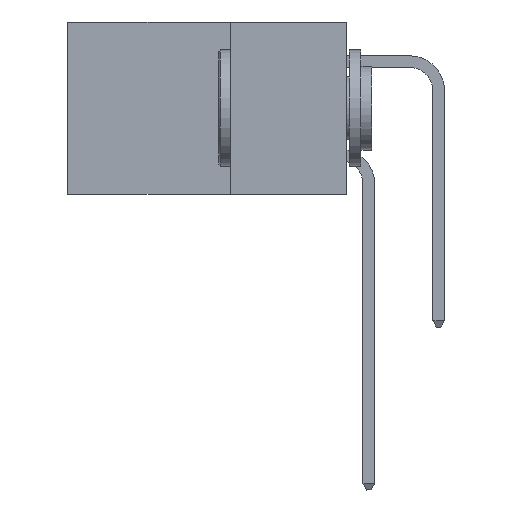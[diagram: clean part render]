
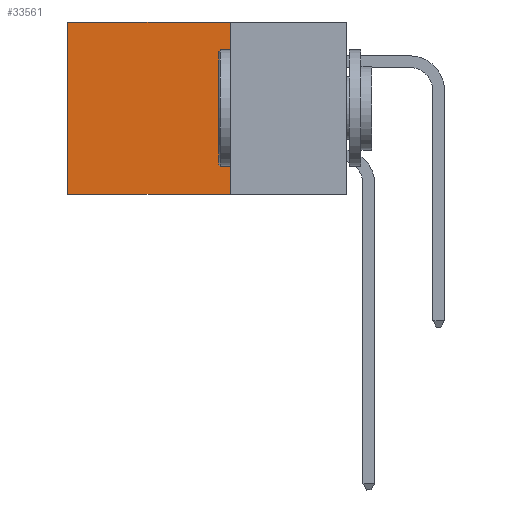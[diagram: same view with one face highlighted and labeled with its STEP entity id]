
A CAD part, left-side view. The second image highlights one B-rep face of the part: STEP entity #33561.
In plain terms, the highlighted planar face has unit normal (-1, 0, 0).
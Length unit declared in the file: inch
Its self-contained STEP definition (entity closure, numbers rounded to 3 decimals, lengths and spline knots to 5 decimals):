
#87 = EDGE_LOOP ( 'NONE', ( #16731, #28367, #5507, #16321 ) ) ;
#1313 = AXIS2_PLACEMENT_3D ( 'NONE', #30821, #34273, #17172 ) ;
#3136 = VECTOR ( 'NONE', #29858, 39.37008 ) ;
#3249 = VERTEX_POINT ( 'NONE', #32332 ) ;
#3695 = DIRECTION ( 'NONE',  ( 0., 0., -1. ) ) ;
#5507 = ORIENTED_EDGE ( 'NONE', *, *, #19286, .F. ) ;
#5530 = VECTOR ( 'NONE', #8820, 39.37008 ) ;
#6710 = PLANE ( 'NONE',  #1313 ) ;
#7364 = DIRECTION ( 'NONE',  ( 0., 0., -1. ) ) ;
#7532 = EDGE_CURVE ( 'NONE', #14571, #19378, #21686, .T. ) ;
#8820 = DIRECTION ( 'NONE',  ( 0., 1., 0. ) ) ;
#12385 = CARTESIAN_POINT ( 'NONE',  ( 0.2875, 0.25, 0. ) ) ;
#12460 = LINE ( 'NONE', #12385, #5530 ) ;
#14571 = VERTEX_POINT ( 'NONE', #44157 ) ;
#16321 = ORIENTED_EDGE ( 'NONE', *, *, #24533, .T. ) ;
#16731 = ORIENTED_EDGE ( 'NONE', *, *, #7532, .T. ) ;
#17172 = DIRECTION ( 'NONE',  ( 0., 0., -1. ) ) ;
#18328 = VERTEX_POINT ( 'NONE', #19953 ) ;
#19286 = EDGE_CURVE ( 'NONE', #18328, #3249, #43791, .T. ) ;
#19378 = VERTEX_POINT ( 'NONE', #35273 ) ;
#19953 = CARTESIAN_POINT ( 'NONE',  ( 0.2875, 0.25, 0. ) ) ;
#20529 = FACE_OUTER_BOUND ( 'NONE', #87, .T. ) ;
#21686 = LINE ( 'NONE', #27892, #43646 ) ;
#24533 = EDGE_CURVE ( 'NONE', #18328, #14571, #12460, .T. ) ;
#27267 = LINE ( 'NONE', #39905, #3136 ) ;
#27736 = VECTOR ( 'NONE', #3695, 39.37008 ) ;
#27892 = CARTESIAN_POINT ( 'NONE',  ( 0.2875, 0.6, 0. ) ) ;
#28367 = ORIENTED_EDGE ( 'NONE', *, *, #37859, .F. ) ;
#29858 = DIRECTION ( 'NONE',  ( 0., 1., 0. ) ) ;
#30821 = CARTESIAN_POINT ( 'NONE',  ( 0.2875, 0.25, 0. ) ) ;
#32332 = CARTESIAN_POINT ( 'NONE',  ( 0.2875, 0.25, -0.37 ) ) ;
#33561 = ADVANCED_FACE ( 'NONE', ( #20529 ), #6710, .F. ) ;
#34273 = DIRECTION ( 'NONE',  ( 1., 0., 0. ) ) ;
#35273 = CARTESIAN_POINT ( 'NONE',  ( 0.2875, 0.6, -0.37 ) ) ;
#37849 = CARTESIAN_POINT ( 'NONE',  ( 0.2875, 0.25, 0. ) ) ;
#37859 = EDGE_CURVE ( 'NONE', #3249, #19378, #27267, .T. ) ;
#39905 = CARTESIAN_POINT ( 'NONE',  ( 0.2875, 0.25, -0.37 ) ) ;
#43646 = VECTOR ( 'NONE', #7364, 39.37008 ) ;
#43791 = LINE ( 'NONE', #37849, #27736 ) ;
#44157 = CARTESIAN_POINT ( 'NONE',  ( 0.2875, 0.6, 0. ) ) ;
